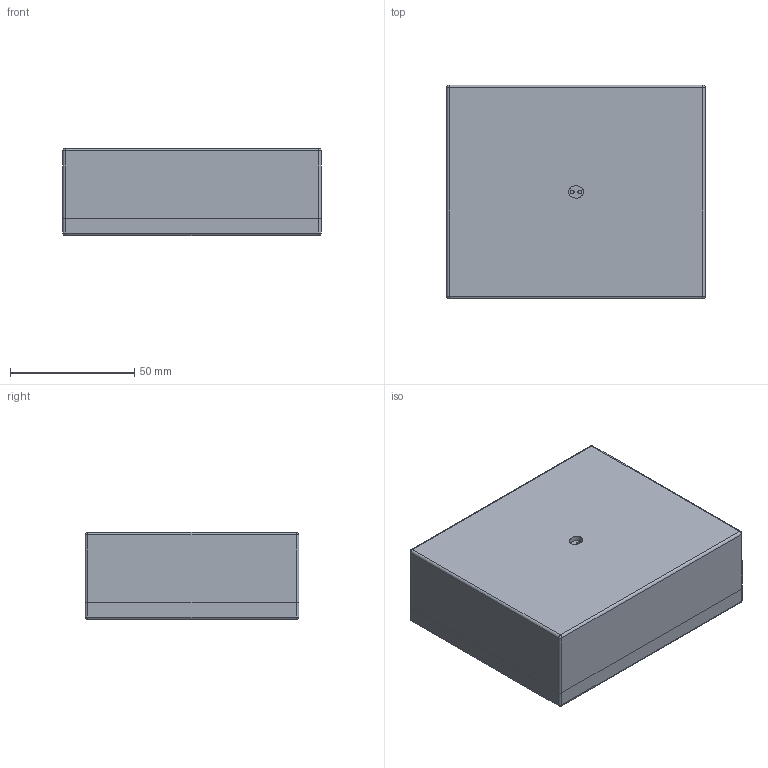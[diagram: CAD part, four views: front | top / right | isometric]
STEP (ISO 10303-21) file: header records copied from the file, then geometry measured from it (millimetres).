
FILE_DESCRIPTION(/* description */ (''),/* implementation_level */ '2;1');
FILE_NAME(/* name */ 'sensing_box_top.step',/* time_stamp */ '2026-02-26T19:24:32+09:00',/* author */ (''),/* organization */ (''),/* preprocessor_version */ 'ST-DEVELOPER v20.1',/* originating_system */ 'Autodesk Translation Framework v14.24.0.0',/* authorisation */ '');
FILE_SCHEMA (('AUTOMOTIVE_DESIGN { 1 0 10303 214 3 1 1 }'));
Length unit declared in the file: millimetre
Products named in the file (3): sensing_box (アセンブリ); XT60E-F_hole; sensing_box
Assembly tree (2 placements, depth 2):
  sensing_box (アセンブリ)
    XT60E-F_hole
    sensing_box
Bounding box: 104 x 86 x 35 mm (x, y, z)
Volume: 119864.6 mm3; surface area: 62363.4 mm2
Topology: 3 solids, 3 shells, 160 faces, 374 edges, 236 vertices
Faces by surface type: plane 101, cylinder 44, sphere 8, cone 6, bspline 1
Full cylindrical faces by diameter (mm): 1.5 x2, 2.529 x7, 2.93 x8, 3.9 x2, 5 x4, 9 x1
Entity records: 4717 total; most frequent: CARTESIAN_POINT 868, DIRECTION 794, ORIENTED_EDGE 748, EDGE_CURVE 374, AXIS2_PLACEMENT_3D 266, LINE 262, VECTOR 262, VERTEX_POINT 236
